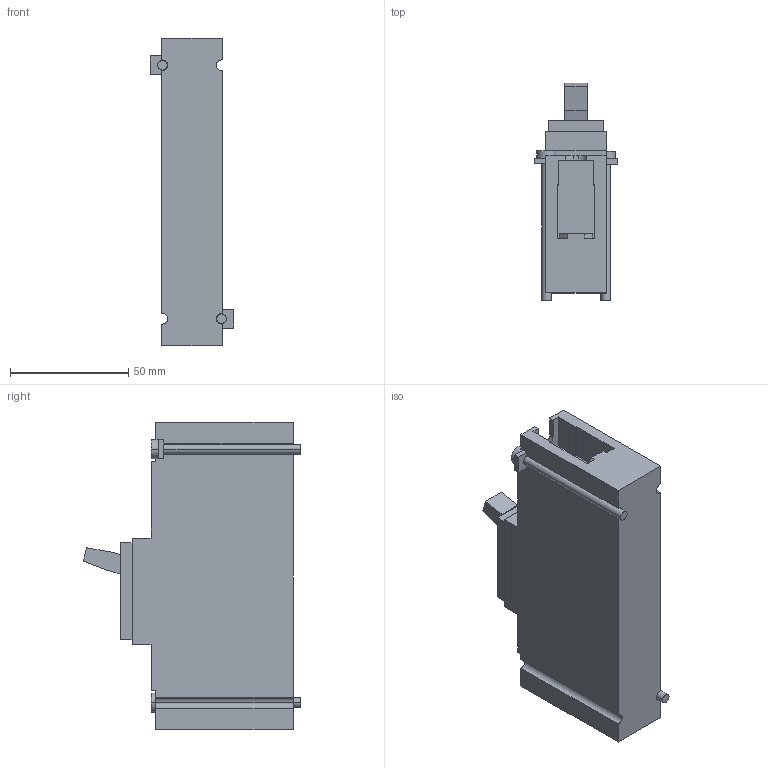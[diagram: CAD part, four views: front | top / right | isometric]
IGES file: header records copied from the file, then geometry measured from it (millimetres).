
Start section: START RECORD GO HERE.
Global section: file name: N1AA00___Interruttore_base_A1_I.igs; native system: 44HIBM CATIA IGES - CATIA Version 5 Release 18; preprocessor: CATIA Version 5 Release 18 ; author: uff.tecnico; organization: IMTEAM; date: 20090511.143013; units: millimetre
Bounding box: 35.2 x 91.88 x 130 mm (x, y, z)
Surface area: 32556.1 mm2 (no closed solid volume)
Topology: 0 solids, 0 shells, 106 faces, 588 edges, 588 vertices
Faces by surface type: plane 82, revolution 24
